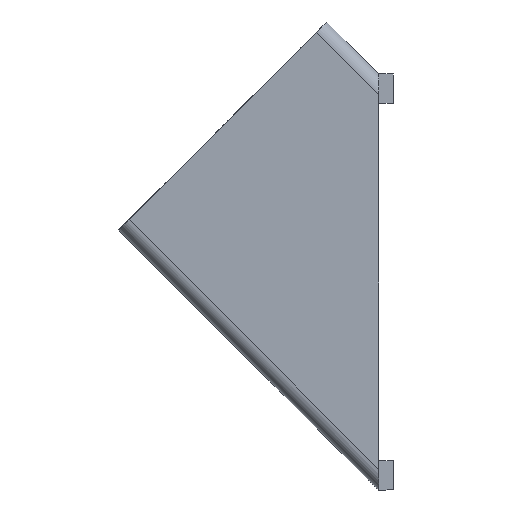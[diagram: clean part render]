
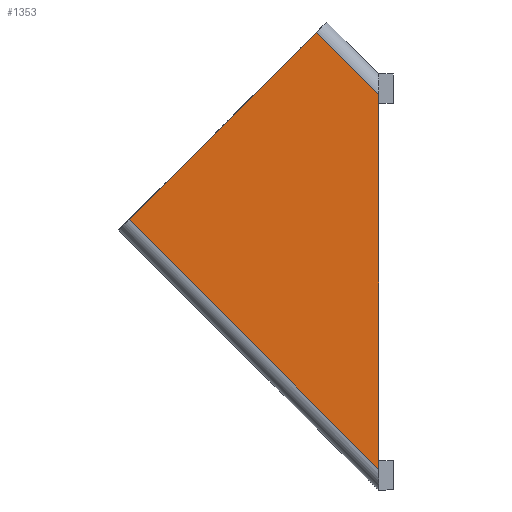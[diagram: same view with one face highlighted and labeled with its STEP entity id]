
A CAD part, left-side view. The second image highlights one B-rep face of the part: STEP entity #1353.
In plain terms, the highlighted planar face has unit normal (-1, 0, 0).
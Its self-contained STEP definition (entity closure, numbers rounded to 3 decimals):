
#6 = VECTOR ( 'NONE', #972, 1000. ) ;
#85 = VERTEX_POINT ( 'NONE', #559 ) ;
#196 = VECTOR ( 'NONE', #954, 1000. ) ;
#222 = EDGE_CURVE ( 'NONE', #85, #1212, #1488, .T. ) ;
#237 = CARTESIAN_POINT ( 'NONE',  ( -20., 8.485, 5.657 ) ) ;
#310 = LINE ( 'NONE', #1955, #461 ) ;
#320 = ORIENTED_EDGE ( 'NONE', *, *, #1715, .F. ) ;
#436 = CARTESIAN_POINT ( 'NONE',  ( -20., 0., -53.74 ) ) ;
#461 = VECTOR ( 'NONE', #1685, 1000. ) ;
#534 = VERTEX_POINT ( 'NONE', #1935 ) ;
#559 = CARTESIAN_POINT ( 'NONE',  ( -20., 0., -2.828 ) ) ;
#634 = LINE ( 'NONE', #1944, #1462 ) ;
#726 = PLANE ( 'NONE',  #979 ) ;
#788 = CARTESIAN_POINT ( 'NONE',  ( -20., 0., 14.142 ) ) ;
#895 = ORIENTED_EDGE ( 'NONE', *, *, #921, .T. ) ;
#921 = EDGE_CURVE ( 'NONE', #534, #1128, #1216, .T. ) ;
#954 = DIRECTION ( 'NONE',  ( 0., -0.707, -0.707 ) ) ;
#972 = DIRECTION ( 'NONE',  ( 0., 0.707, 0.707 ) ) ;
#974 = CARTESIAN_POINT ( 'NONE',  ( -20., -1.414, -55.154 ) ) ;
#979 = AXIS2_PLACEMENT_3D ( 'NONE', #788, #1167, #1451 ) ;
#1016 = ORIENTED_EDGE ( 'NONE', *, *, #222, .T. ) ;
#1128 = VERTEX_POINT ( 'NONE', #436 ) ;
#1167 = DIRECTION ( 'NONE',  ( -1., 0., 0. ) ) ;
#1212 = VERTEX_POINT ( 'NONE', #237 ) ;
#1216 = LINE ( 'NONE', #974, #196 ) ;
#1232 = EDGE_LOOP ( 'NONE', ( #1962, #1016, #320, #895 ) ) ;
#1353 = ADVANCED_FACE ( 'NONE', ( #1648 ), #726, .T. ) ;
#1432 = DIRECTION ( 'NONE',  ( 0., -0.707, 0.707 ) ) ;
#1451 = DIRECTION ( 'NONE',  ( 0., 0., 1. ) ) ;
#1462 = VECTOR ( 'NONE', #1432, 1000. ) ;
#1488 = LINE ( 'NONE', #1629, #6 ) ;
#1548 = EDGE_CURVE ( 'NONE', #85, #1128, #310, .T. ) ;
#1629 = CARTESIAN_POINT ( 'NONE',  ( -20., 8.485, 5.657 ) ) ;
#1648 = FACE_OUTER_BOUND ( 'NONE', #1232, .T. ) ;
#1685 = DIRECTION ( 'NONE',  ( 0., 0., -1. ) ) ;
#1715 = EDGE_CURVE ( 'NONE', #534, #1212, #634, .T. ) ;
#1935 = CARTESIAN_POINT ( 'NONE',  ( -20., 33.941, -19.799 ) ) ;
#1944 = CARTESIAN_POINT ( 'NONE',  ( -20., 7.071, 7.071 ) ) ;
#1955 = CARTESIAN_POINT ( 'NONE',  ( -20., 0., -56.569 ) ) ;
#1962 = ORIENTED_EDGE ( 'NONE', *, *, #1548, .F. ) ;
